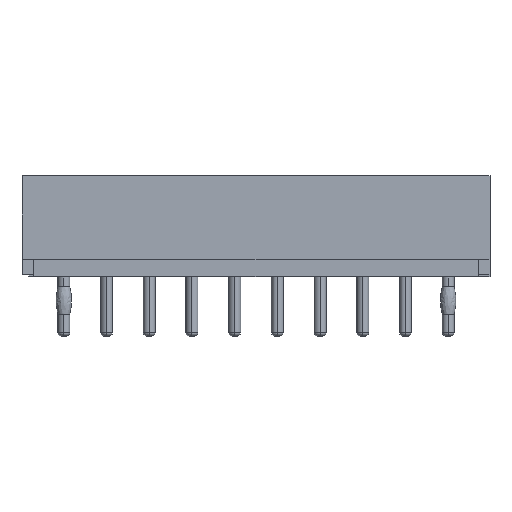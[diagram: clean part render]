
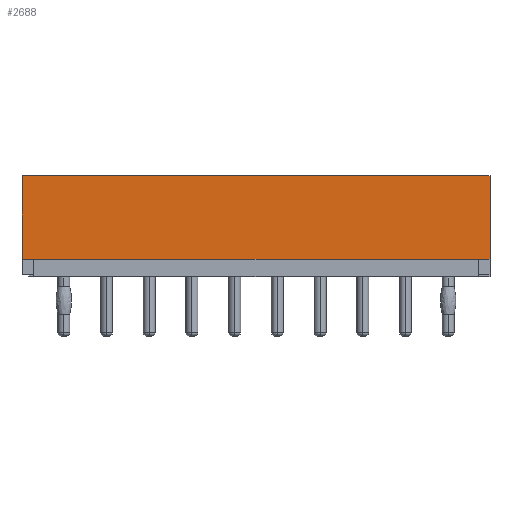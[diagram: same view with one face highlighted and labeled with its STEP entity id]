
A CAD part, top view. The second image highlights one B-rep face of the part: STEP entity #2688.
In plain terms, the highlighted planar face has unit normal (0, 0, 1).
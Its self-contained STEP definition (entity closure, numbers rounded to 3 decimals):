
#61=DIRECTION('',(0.,1.,0.));
#62=VECTOR('',#61,4.9);
#63=CARTESIAN_POINT('',(13.7,-1.95,2.47));
#64=LINE('',#63,#62);
#109=DIRECTION('',(1.,0.,0.));
#110=VECTOR('',#109,27.4);
#111=CARTESIAN_POINT('',(-13.7,2.95,2.47));
#112=LINE('',#111,#110);
#205=DIRECTION('',(0.,1.,0.));
#206=VECTOR('',#205,4.9);
#207=CARTESIAN_POINT('',(-13.7,-1.95,2.47));
#208=LINE('',#207,#206);
#213=DIRECTION('',(1.,0.,0.));
#214=VECTOR('',#213,27.4);
#215=CARTESIAN_POINT('',(-13.7,-1.95,2.47));
#216=LINE('',#215,#214);
#1909=CARTESIAN_POINT('',(-13.7,2.95,2.47));
#1910=CARTESIAN_POINT('',(13.7,2.95,2.47));
#1911=VERTEX_POINT('',#1909);
#1912=VERTEX_POINT('',#1910);
#1947=CARTESIAN_POINT('',(13.7,-1.95,2.47));
#1948=VERTEX_POINT('',#1947);
#1981=CARTESIAN_POINT('',(-13.7,-1.95,2.47));
#1982=VERTEX_POINT('',#1981);
#2676=CARTESIAN_POINT('',(-13.7,-2.95,2.47));
#2677=DIRECTION('',(0.,0.,1.));
#2678=DIRECTION('',(1.,0.,0.));
#2679=AXIS2_PLACEMENT_3D('',#2676,#2677,#2678);
#2680=PLANE('',#2679);
#2682=ORIENTED_EDGE('',*,*,#2681,.F.);
#2683=ORIENTED_EDGE('',*,*,#2647,.T.);
#2684=ORIENTED_EDGE('',*,*,#2587,.T.);
#2685=ORIENTED_EDGE('',*,*,#2527,.F.);
#2686=EDGE_LOOP('',(#2682,#2683,#2684,#2685));
#2687=FACE_OUTER_BOUND('',#2686,.F.);
#2688=ADVANCED_FACE('',(#2687),#2680,.T.);
#2527=EDGE_CURVE('',#1948,#1912,#64,.T.);
#2587=EDGE_CURVE('',#1911,#1912,#112,.T.);
#2647=EDGE_CURVE('',#1982,#1911,#208,.T.);
#2681=EDGE_CURVE('',#1982,#1948,#216,.T.);
